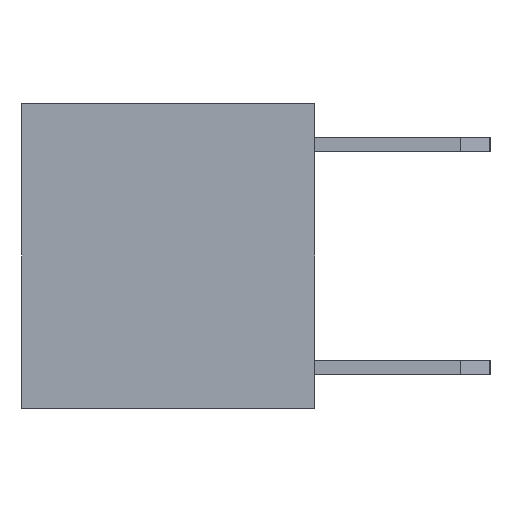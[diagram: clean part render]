
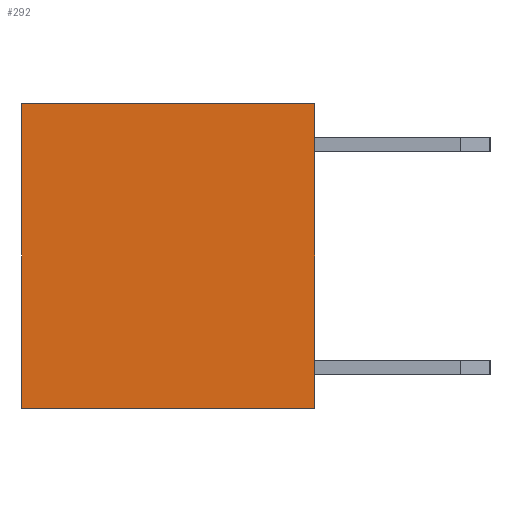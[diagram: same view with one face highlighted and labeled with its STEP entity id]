
A CAD part, left-side view. The second image highlights one B-rep face of the part: STEP entity #292.
In plain terms, the highlighted planar face has unit normal (-1, 0, 0).
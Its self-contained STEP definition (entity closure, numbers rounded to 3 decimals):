
#228=CARTESIAN_POINT('',(27.94,3.9,-2.8));
#229=DIRECTION('',(0.,0.,1.));
#230=DIRECTION('',(-1.,0.,0.));
#231=AXIS2_PLACEMENT_3D('',#228,#230,#229);
#232=PLANE('',#231);
#233=CARTESIAN_POINT('',(27.94,6.4,-0.2));
#234=VERTEX_POINT('',#233);
#235=CARTESIAN_POINT('',(27.94,1.8,-0.2));
#236=VERTEX_POINT('',#235);
#237=CARTESIAN_POINT('',(27.94,6.4,-0.2));
#238=CARTESIAN_POINT('',(27.94,5.48,-0.2));
#239=CARTESIAN_POINT('',(27.94,4.56,-0.2));
#240=CARTESIAN_POINT('',(27.94,3.64,-0.2));
#241=CARTESIAN_POINT('',(27.94,2.72,-0.2));
#242=CARTESIAN_POINT('',(27.94,1.8,-0.2));
#243=B_SPLINE_CURVE_WITH_KNOTS('',5,(#237,#238,#239,#240,#241,#242),.UNSPECIFIED.,.F.,.U.,(6,6),(0.,4.6),.UNSPECIFIED.);
#244=EDGE_CURVE('',#234,#236,#243,.T.);
#245=ORIENTED_EDGE('',*,*,#244,.F.);
#246=CARTESIAN_POINT('',(27.94,6.4,-5.4));
#247=VERTEX_POINT('',#246);
#248=CARTESIAN_POINT('',(27.94,6.4,-0.2));
#249=CARTESIAN_POINT('',(27.94,6.4,-1.24));
#250=CARTESIAN_POINT('',(27.94,6.4,-2.28));
#251=CARTESIAN_POINT('',(27.94,6.4,-3.32));
#252=CARTESIAN_POINT('',(27.94,6.4,-4.36));
#253=CARTESIAN_POINT('',(27.94,6.4,-5.4));
#254=B_SPLINE_CURVE_WITH_KNOTS('',5,(#248,#249,#250,#251,#252,#253),.UNSPECIFIED.,.F.,.U.,(6,6),(0.,5.2),.UNSPECIFIED.);
#255=EDGE_CURVE('',#234,#247,#254,.T.);
#256=ORIENTED_EDGE('',*,*,#255,.T.);
#257=CARTESIAN_POINT('',(27.94,1.8,-5.4));
#258=VERTEX_POINT('',#257);
#259=CARTESIAN_POINT('',(27.94,6.4,-5.4));
#260=CARTESIAN_POINT('',(27.94,5.48,-5.4));
#261=CARTESIAN_POINT('',(27.94,4.56,-5.4));
#262=CARTESIAN_POINT('',(27.94,3.64,-5.4));
#263=CARTESIAN_POINT('',(27.94,2.72,-5.4));
#264=CARTESIAN_POINT('',(27.94,1.8,-5.4));
#265=B_SPLINE_CURVE_WITH_KNOTS('',5,(#259,#260,#261,#262,#263,#264),.UNSPECIFIED.,.F.,.U.,(6,6),(0.,4.6),.UNSPECIFIED.);
#266=EDGE_CURVE('',#247,#258,#265,.T.);
#267=ORIENTED_EDGE('',*,*,#266,.T.);
#268=CARTESIAN_POINT('',(27.94,1.4,-5.4));
#269=VERTEX_POINT('',#268);
#270=CARTESIAN_POINT('',(27.94,1.4,-5.4));
#271=DIRECTION('',(0.,1.,0.));
#272=VECTOR('',#271,0.4);
#273=LINE('',#270,#272);
#274=EDGE_CURVE('',#269,#258,#273,.T.);
#275=ORIENTED_EDGE('',*,*,#274,.F.);
#276=CARTESIAN_POINT('',(27.94,1.4,-0.2));
#277=VERTEX_POINT('',#276);
#278=CARTESIAN_POINT('',(27.94,1.4,-0.2));
#279=DIRECTION('',(0.,0.,-1.));
#280=VECTOR('',#279,5.2);
#281=LINE('',#278,#280);
#282=EDGE_CURVE('',#277,#269,#281,.T.);
#283=ORIENTED_EDGE('',*,*,#282,.F.);
#284=CARTESIAN_POINT('',(27.94,1.4,-0.2));
#285=DIRECTION('',(0.,1.,0.));
#286=VECTOR('',#285,0.4);
#287=LINE('',#284,#286);
#288=EDGE_CURVE('',#277,#236,#287,.T.);
#289=ORIENTED_EDGE('',*,*,#288,.T.);
#290=EDGE_LOOP('',(#245,#256,#267,#275,#283,#289));
#291=FACE_OUTER_BOUND('',#290,.T.);
#292=ADVANCED_FACE('',(#291),#232,.T.);
